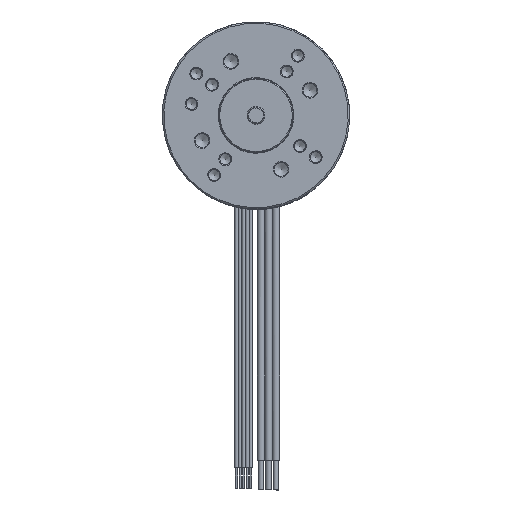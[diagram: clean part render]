
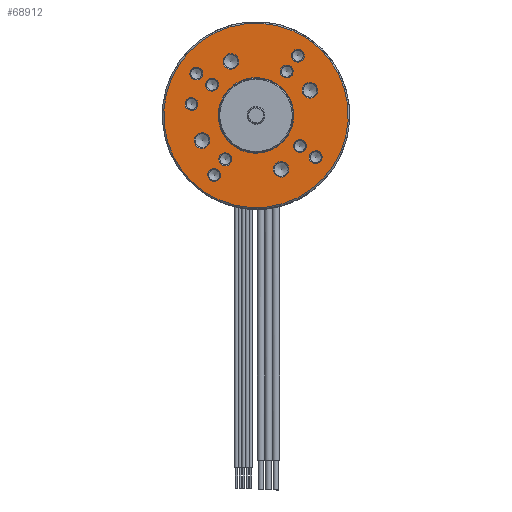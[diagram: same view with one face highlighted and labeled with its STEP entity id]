
A CAD part, left-side view. The second image highlights one B-rep face of the part: STEP entity #68912.
In plain terms, the highlighted planar face has unit normal (-1, 0, 0).
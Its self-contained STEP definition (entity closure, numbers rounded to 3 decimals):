
#16188=PLANE('',#76943);
#16472=FACE_BOUND('',#23971,.T.);
#16473=FACE_BOUND('',#23972,.T.);
#16474=FACE_BOUND('',#23973,.T.);
#16475=FACE_BOUND('',#23974,.T.);
#16476=FACE_BOUND('',#23975,.T.);
#16477=FACE_BOUND('',#23976,.T.);
#16478=FACE_BOUND('',#23977,.T.);
#16479=FACE_BOUND('',#23978,.T.);
#16480=FACE_BOUND('',#23979,.T.);
#16481=FACE_BOUND('',#23980,.T.);
#16482=FACE_BOUND('',#23981,.T.);
#16483=FACE_BOUND('',#23982,.T.);
#16484=FACE_BOUND('',#23983,.T.);
#16485=FACE_BOUND('',#23984,.T.);
#20084=FACE_OUTER_BOUND('',#23970,.T.);
#23970=EDGE_LOOP('',(#61083));
#23971=EDGE_LOOP('',(#61084));
#23972=EDGE_LOOP('',(#61085));
#23973=EDGE_LOOP('',(#61086));
#23974=EDGE_LOOP('',(#61087));
#23975=EDGE_LOOP('',(#61088));
#23976=EDGE_LOOP('',(#61089));
#23977=EDGE_LOOP('',(#61090));
#23978=EDGE_LOOP('',(#61091));
#23979=EDGE_LOOP('',(#61092));
#23980=EDGE_LOOP('',(#61093));
#23981=EDGE_LOOP('',(#61094));
#23982=EDGE_LOOP('',(#61095));
#23983=EDGE_LOOP('',(#61096));
#23984=EDGE_LOOP('',(#61097));
#25494=CIRCLE('',#76916,12.7);
#25495=CIRCLE('',#76918,2.15);
#25496=CIRCLE('',#76920,2.15);
#25497=CIRCLE('',#76922,2.625);
#25498=CIRCLE('',#76924,2.15);
#25499=CIRCLE('',#76926,2.15);
#25500=CIRCLE('',#76928,2.625);
#25501=CIRCLE('',#76930,2.15);
#25502=CIRCLE('',#76932,2.15);
#25503=CIRCLE('',#76934,2.625);
#25504=CIRCLE('',#76936,2.15);
#25505=CIRCLE('',#76938,2.15);
#25506=CIRCLE('',#76940,2.15);
#25507=CIRCLE('',#76942,31.);
#25508=CIRCLE('',#76944,2.625);
#31845=VERTEX_POINT('',#128286);
#31846=VERTEX_POINT('',#128289);
#31847=VERTEX_POINT('',#128292);
#31848=VERTEX_POINT('',#128295);
#31849=VERTEX_POINT('',#128298);
#31850=VERTEX_POINT('',#128301);
#31851=VERTEX_POINT('',#128304);
#31852=VERTEX_POINT('',#128307);
#31853=VERTEX_POINT('',#128310);
#31854=VERTEX_POINT('',#128313);
#31855=VERTEX_POINT('',#128316);
#31856=VERTEX_POINT('',#128319);
#31857=VERTEX_POINT('',#128322);
#31858=VERTEX_POINT('',#128325);
#31859=VERTEX_POINT('',#128328);
#41584=EDGE_CURVE('',#31845,#31845,#25494,.F.);
#41585=EDGE_CURVE('',#31846,#31846,#25495,.T.);
#41586=EDGE_CURVE('',#31847,#31847,#25496,.T.);
#41587=EDGE_CURVE('',#31848,#31848,#25497,.T.);
#41588=EDGE_CURVE('',#31849,#31849,#25498,.T.);
#41589=EDGE_CURVE('',#31850,#31850,#25499,.T.);
#41590=EDGE_CURVE('',#31851,#31851,#25500,.T.);
#41591=EDGE_CURVE('',#31852,#31852,#25501,.T.);
#41592=EDGE_CURVE('',#31853,#31853,#25502,.T.);
#41593=EDGE_CURVE('',#31854,#31854,#25503,.T.);
#41594=EDGE_CURVE('',#31855,#31855,#25504,.T.);
#41595=EDGE_CURVE('',#31856,#31856,#25505,.T.);
#41596=EDGE_CURVE('',#31857,#31857,#25506,.T.);
#41597=EDGE_CURVE('',#31858,#31858,#25507,.T.);
#41598=EDGE_CURVE('',#31859,#31859,#25508,.F.);
#61083=ORIENTED_EDGE('',*,*,#41597,.F.);
#61084=ORIENTED_EDGE('',*,*,#41596,.T.);
#61085=ORIENTED_EDGE('',*,*,#41598,.T.);
#61086=ORIENTED_EDGE('',*,*,#41595,.T.);
#61087=ORIENTED_EDGE('',*,*,#41594,.T.);
#61088=ORIENTED_EDGE('',*,*,#41593,.T.);
#61089=ORIENTED_EDGE('',*,*,#41592,.T.);
#61090=ORIENTED_EDGE('',*,*,#41591,.T.);
#61091=ORIENTED_EDGE('',*,*,#41590,.T.);
#61092=ORIENTED_EDGE('',*,*,#41589,.T.);
#61093=ORIENTED_EDGE('',*,*,#41588,.T.);
#61094=ORIENTED_EDGE('',*,*,#41587,.T.);
#61095=ORIENTED_EDGE('',*,*,#41586,.T.);
#61096=ORIENTED_EDGE('',*,*,#41585,.T.);
#61097=ORIENTED_EDGE('',*,*,#41584,.F.);
#68912=ADVANCED_FACE('',(#20084,#16472,#16473,#16474,#16475,#16476,#16477,
#16478,#16479,#16480,#16481,#16482,#16483,#16484,#16485),#16188,.F.);
#76916=AXIS2_PLACEMENT_3D('',#128287,#97663,#97664);
#76918=AXIS2_PLACEMENT_3D('',#128290,#97667,#97668);
#76920=AXIS2_PLACEMENT_3D('',#128293,#97671,#97672);
#76922=AXIS2_PLACEMENT_3D('',#128296,#97675,#97676);
#76924=AXIS2_PLACEMENT_3D('',#128299,#97679,#97680);
#76926=AXIS2_PLACEMENT_3D('',#128302,#97683,#97684);
#76928=AXIS2_PLACEMENT_3D('',#128305,#97687,#97688);
#76930=AXIS2_PLACEMENT_3D('',#128308,#97691,#97692);
#76932=AXIS2_PLACEMENT_3D('',#128311,#97695,#97696);
#76934=AXIS2_PLACEMENT_3D('',#128314,#97699,#97700);
#76936=AXIS2_PLACEMENT_3D('',#128317,#97703,#97704);
#76938=AXIS2_PLACEMENT_3D('',#128320,#97707,#97708);
#76940=AXIS2_PLACEMENT_3D('',#128323,#97711,#97712);
#76942=AXIS2_PLACEMENT_3D('',#128326,#97715,#97716);
#76943=AXIS2_PLACEMENT_3D('',#128327,#97717,#97718);
#76944=AXIS2_PLACEMENT_3D('',#128329,#97719,#97720);
#97663=DIRECTION('center_axis',(1.,0.,0.));
#97664=DIRECTION('ref_axis',(0.,0.766,0.643));
#97667=DIRECTION('center_axis',(1.,0.,0.));
#97668=DIRECTION('ref_axis',(0.,0.766,0.643));
#97671=DIRECTION('center_axis',(1.,0.,0.));
#97672=DIRECTION('ref_axis',(0.,0.766,0.643));
#97675=DIRECTION('center_axis',(1.,0.,0.));
#97676=DIRECTION('ref_axis',(0.,0.766,0.643));
#97679=DIRECTION('center_axis',(1.,0.,0.));
#97680=DIRECTION('ref_axis',(0.,0.766,0.643));
#97683=DIRECTION('center_axis',(1.,0.,0.));
#97684=DIRECTION('ref_axis',(0.,0.766,0.643));
#97687=DIRECTION('center_axis',(1.,0.,0.));
#97688=DIRECTION('ref_axis',(0.,0.766,0.643));
#97691=DIRECTION('center_axis',(1.,0.,0.));
#97692=DIRECTION('ref_axis',(0.,0.766,0.643));
#97695=DIRECTION('center_axis',(1.,0.,0.));
#97696=DIRECTION('ref_axis',(0.,0.766,0.643));
#97699=DIRECTION('center_axis',(1.,0.,0.));
#97700=DIRECTION('ref_axis',(0.,0.766,0.643));
#97703=DIRECTION('center_axis',(1.,0.,0.));
#97704=DIRECTION('ref_axis',(0.,0.766,0.643));
#97707=DIRECTION('center_axis',(1.,0.,0.));
#97708=DIRECTION('ref_axis',(0.,0.766,0.643));
#97711=DIRECTION('center_axis',(1.,0.,0.));
#97712=DIRECTION('ref_axis',(0.,0.766,0.643));
#97715=DIRECTION('center_axis',(1.,0.,0.));
#97716=DIRECTION('ref_axis',(0.,0.766,0.643));
#97717=DIRECTION('center_axis',(1.,0.,0.));
#97718=DIRECTION('ref_axis',(0.,0.643,-0.766));
#97719=DIRECTION('center_axis',(-1.,0.,0.));
#97720=DIRECTION('ref_axis',(0.,0.766,0.643));
#128286=CARTESIAN_POINT('',(-126.1,4.624,11.828));
#128287=CARTESIAN_POINT('Origin',(-126.1,0.,0.));
#128289=CARTESIAN_POINT('',(-126.1,-0.783,-26.502));
#128290=CARTESIAN_POINT('Origin',(-126.1,0.,-24.5));
#128292=CARTESIAN_POINT('',(-126.1,-0.783,-20.002));
#128293=CARTESIAN_POINT('Origin',(-126.1,0.,-18.));
#128295=CARTESIAN_POINT('',(-126.1,9.044,-19.765));
#128296=CARTESIAN_POINT('Origin',(-126.1,10.,-17.321));
#128298=CARTESIAN_POINT('',(-126.1,26.502,-0.783));
#128299=CARTESIAN_POINT('Origin',(-126.1,24.5,0.));
#128301=CARTESIAN_POINT('',(-126.1,20.002,-0.783));
#128302=CARTESIAN_POINT('Origin',(-126.1,18.,0.));
#128304=CARTESIAN_POINT('',(-126.1,19.765,9.044));
#128305=CARTESIAN_POINT('Origin',(-126.1,17.321,10.));
#128307=CARTESIAN_POINT('',(-126.1,0.783,26.502));
#128308=CARTESIAN_POINT('Origin',(-126.1,0.,24.5));
#128310=CARTESIAN_POINT('',(-126.1,0.783,20.002));
#128311=CARTESIAN_POINT('Origin',(-126.1,0.,18.));
#128313=CARTESIAN_POINT('',(-126.1,-9.044,19.765));
#128314=CARTESIAN_POINT('Origin',(-126.1,-10.,17.321));
#128316=CARTESIAN_POINT('',(-126.1,-26.502,0.783));
#128317=CARTESIAN_POINT('Origin',(-126.1,-24.5,0.));
#128319=CARTESIAN_POINT('',(-126.1,-20.002,0.783));
#128320=CARTESIAN_POINT('Origin',(-126.1,-18.,0.));
#128322=CARTESIAN_POINT('',(-126.1,21.668,-8.02));
#128323=CARTESIAN_POINT('Origin',(-126.1,19.939,-9.298));
#128325=CARTESIAN_POINT('',(-126.1,-11.287,-28.872));
#128326=CARTESIAN_POINT('Origin',(-126.1,0.,0.));
#128327=CARTESIAN_POINT('Origin',(-126.1,-24.13,-20.248));
#128328=CARTESIAN_POINT('',(-126.1,-19.765,-9.044));
#128329=CARTESIAN_POINT('Origin',(-126.1,-17.321,-10.));
